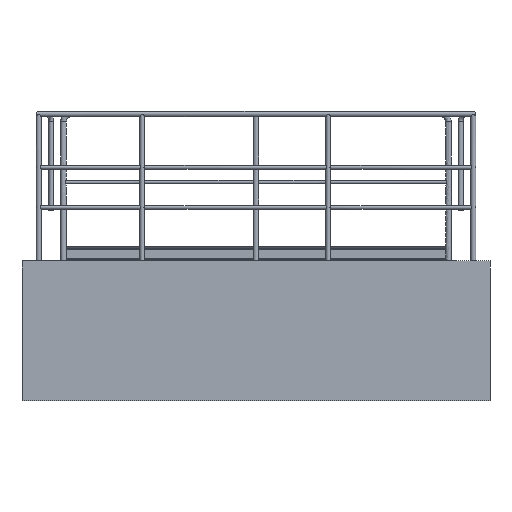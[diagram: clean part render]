
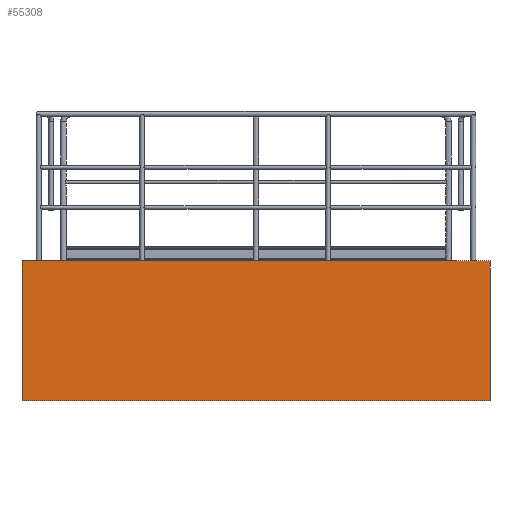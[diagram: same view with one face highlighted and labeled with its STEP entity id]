
A CAD part, left-side view. The second image highlights one B-rep face of the part: STEP entity #55308.
In plain terms, the highlighted planar face has unit normal (-1, 0, 0).
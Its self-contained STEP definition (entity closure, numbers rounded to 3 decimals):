
#141=PLANE('',#57819);
#2275=LINE('',#74285,#10256);
#2276=LINE('',#74287,#10257);
#2277=LINE('',#74289,#10258);
#2278=LINE('',#74291,#10259);
#10256=VECTOR('',#60366,1000.);
#10257=VECTOR('',#60369,1000.);
#10258=VECTOR('',#60370,1000.);
#10259=VECTOR('',#60371,1000.);
#18569=ORIENTED_EDGE('',*,*,#35156,.F.);
#18570=ORIENTED_EDGE('',*,*,#35155,.F.);
#18571=ORIENTED_EDGE('',*,*,#35157,.T.);
#18572=ORIENTED_EDGE('',*,*,#35158,.T.);
#35155=EDGE_CURVE('',#43443,#43442,#2275,.T.);
#35156=EDGE_CURVE('',#43442,#43444,#2276,.T.);
#35157=EDGE_CURVE('',#43443,#43445,#2277,.T.);
#35158=EDGE_CURVE('',#43445,#43444,#2278,.T.);
#43442=VERTEX_POINT('',#74282);
#43443=VERTEX_POINT('',#74284);
#43444=VERTEX_POINT('',#74288);
#43445=VERTEX_POINT('',#74290);
#49072=EDGE_LOOP('',(#18569,#18570,#18571,#18572));
#52157=FACE_BOUND('',#49072,.T.);
#55308=ADVANCED_FACE('',(#52157),#141,.T.);
#57819=AXIS2_PLACEMENT_3D('',#74286,#60367,#60368);
#60366=DIRECTION('',(0.,0.,1.));
#60367=DIRECTION('',(-1.,0.,0.));
#60368=DIRECTION('',(0.,0.,1.));
#60369=DIRECTION('',(0.,-1.,0.));
#60370=DIRECTION('',(0.,-1.,0.));
#60371=DIRECTION('',(0.,0.,1.));
#74282=CARTESIAN_POINT('',(-1750.,1750.,0.));
#74284=CARTESIAN_POINT('',(-1750.,1750.,-1047.));
#74285=CARTESIAN_POINT('',(-1750.,1750.,-1047.));
#74286=CARTESIAN_POINT('',(-1750.,1750.,-1047.));
#74287=CARTESIAN_POINT('',(-1750.,1750.,0.));
#74288=CARTESIAN_POINT('',(-1750.,-1750.,0.));
#74289=CARTESIAN_POINT('',(-1750.,1750.,-1047.));
#74290=CARTESIAN_POINT('',(-1750.,-1750.,-1047.));
#74291=CARTESIAN_POINT('',(-1750.,-1750.,-1047.));
